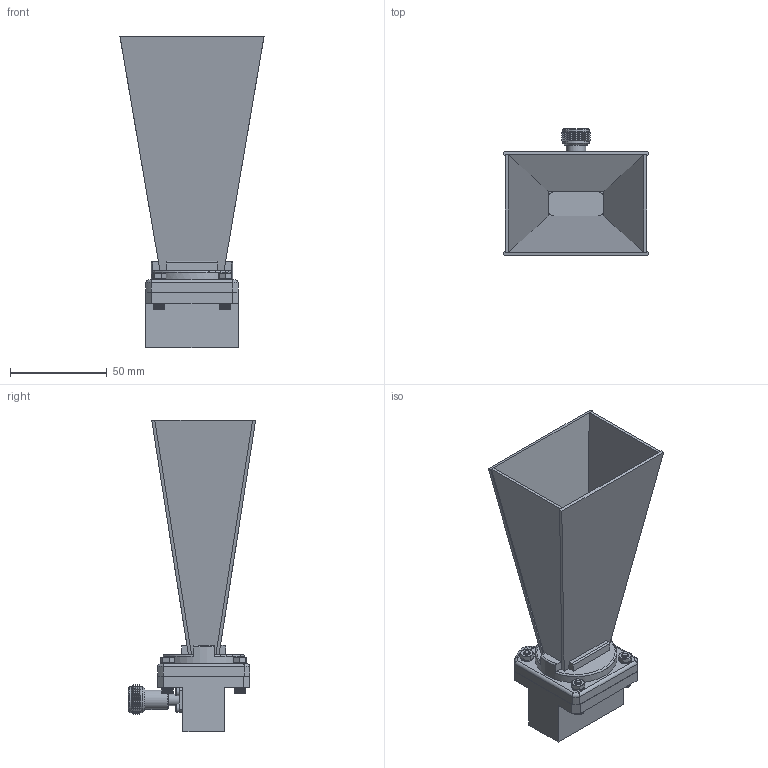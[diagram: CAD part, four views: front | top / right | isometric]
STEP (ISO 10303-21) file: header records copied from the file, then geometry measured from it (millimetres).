
FILE_DESCRIPTION (( 'STEP AP214' ), '1' );
FILE_NAME ('FM9858B-NF-15_3D.STEP', '2021-03-11T21:15:55', ( '' ), ( '' ), 'SwSTEP 2.0', 'SolidWorks 2020', '' );
FILE_SCHEMA (( 'AUTOMOTIVE_DESIGN' ));
Length unit declared in the file: inch
Products named in the file (11): PE9820_NF-mountplate; FM9858B-NF-15_3D; 6-32HN-NARROW_90730A007; PE9820_NF-body; PE9858B-15; PE9820; 6-LW; PE9820_NF-SCREW; 6-32SH-HXx.625_92196A150; PE9820_Body; PE9820_NF
Assembly tree (22 placements, depth 4):
  FM9858B-NF-15_3D
    PE9820
      PE9820_NF
        PE9820_NF-SCREW  x4
        PE9820_NF-body
        PE9820_NF-mountplate
      PE9820_Body
    PE9858B-15
    6-32SH-HXx.625_92196A150  x4
    6-32HN-NARROW_90730A007  x4
    6-LW  x4
Bounding box: 74.52 x 65.78 x 161.16 mm (x, y, z)
Volume: 80733.6 mm3; surface area: 65612.4 mm2
Topology: 21 solids, 21 shells, 1169 faces, 2707 edges, 1597 vertices
Faces by surface type: plane 711, cone 346, cylinder 80, bspline 20, torus 12
Full cylindrical faces by diameter (mm): 1.7 x1, 2.7 x4, 3.04 x1, 4 x2, 4.3 x8, 4.318 x4, 6 x1, 7 x1, 10 x1, 13.5 x2, 42.164 x1
Entity records: 14848 total; most frequent: CARTESIAN_POINT 5694, ORIENTED_EDGE 1806, DIRECTION 1654, EDGE_CURVE 903, AXIS2_PLACEMENT_3D 629, VERTEX_POINT 569, EDGE_LOOP 490, FACE_OUTER_BOUND 428
